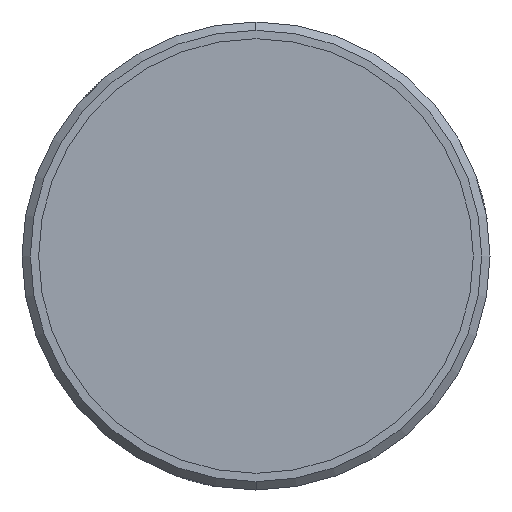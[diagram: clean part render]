
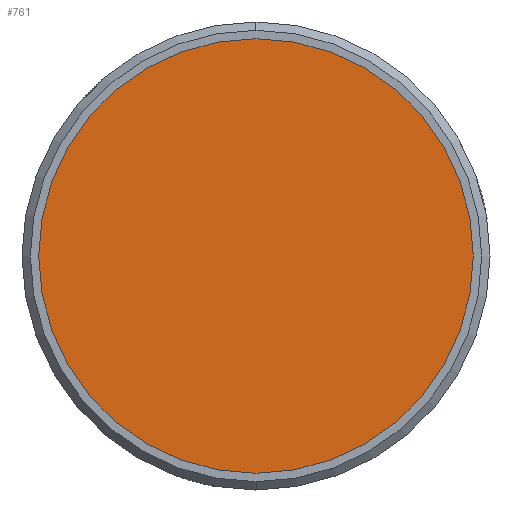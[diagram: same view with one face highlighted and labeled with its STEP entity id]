
A CAD part, left-side view. The second image highlights one B-rep face of the part: STEP entity #761.
In plain terms, the highlighted planar face has unit normal (-1, 0, 0).
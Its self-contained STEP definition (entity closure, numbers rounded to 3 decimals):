
#12 = ORIENTED_EDGE ( 'NONE', *, *, #97, .T. ) ;
#19 = DIRECTION ( 'NONE',  ( -1., 0., 0. ) ) ;
#35 = AXIS2_PLACEMENT_3D ( 'NONE', #323, #473, #139 ) ;
#36 = CARTESIAN_POINT ( 'NONE',  ( -157.6, 0., 13. ) ) ;
#60 = CARTESIAN_POINT ( 'NONE',  ( -157.6, 0., -13. ) ) ;
#97 = EDGE_CURVE ( 'NONE', #1076, #751, #548, .T. ) ;
#112 = DIRECTION ( 'NONE',  ( 0., 0., 1. ) ) ;
#139 = DIRECTION ( 'NONE',  ( 0., 0., 1. ) ) ;
#290 = CARTESIAN_POINT ( 'NONE',  ( -157.6, 0., 0. ) ) ;
#323 = CARTESIAN_POINT ( 'NONE',  ( -157.6, -13.156, -13.156 ) ) ;
#391 = AXIS2_PLACEMENT_3D ( 'NONE', #290, #19, #112 ) ;
#394 = PLANE ( 'NONE',  #35 ) ;
#408 = CIRCLE ( 'NONE', #784, 13. ) ;
#431 = CARTESIAN_POINT ( 'NONE',  ( -157.6, 0., 0. ) ) ;
#473 = DIRECTION ( 'NONE',  ( -1., 0., 0. ) ) ;
#524 = EDGE_CURVE ( 'NONE', #751, #1076, #408, .T. ) ;
#548 = CIRCLE ( 'NONE', #391, 13. ) ;
#652 = ORIENTED_EDGE ( 'NONE', *, *, #524, .T. ) ;
#751 = VERTEX_POINT ( 'NONE', #60 ) ;
#760 = DIRECTION ( 'NONE',  ( -1., 0., 0. ) ) ;
#761 = ADVANCED_FACE ( 'NONE', ( #890 ), #394, .T. ) ;
#784 = AXIS2_PLACEMENT_3D ( 'NONE', #431, #760, #941 ) ;
#890 = FACE_OUTER_BOUND ( 'NONE', #942, .T. ) ;
#941 = DIRECTION ( 'NONE',  ( 0., 0., 1. ) ) ;
#942 = EDGE_LOOP ( 'NONE', ( #12, #652 ) ) ;
#1076 = VERTEX_POINT ( 'NONE', #36 ) ;
